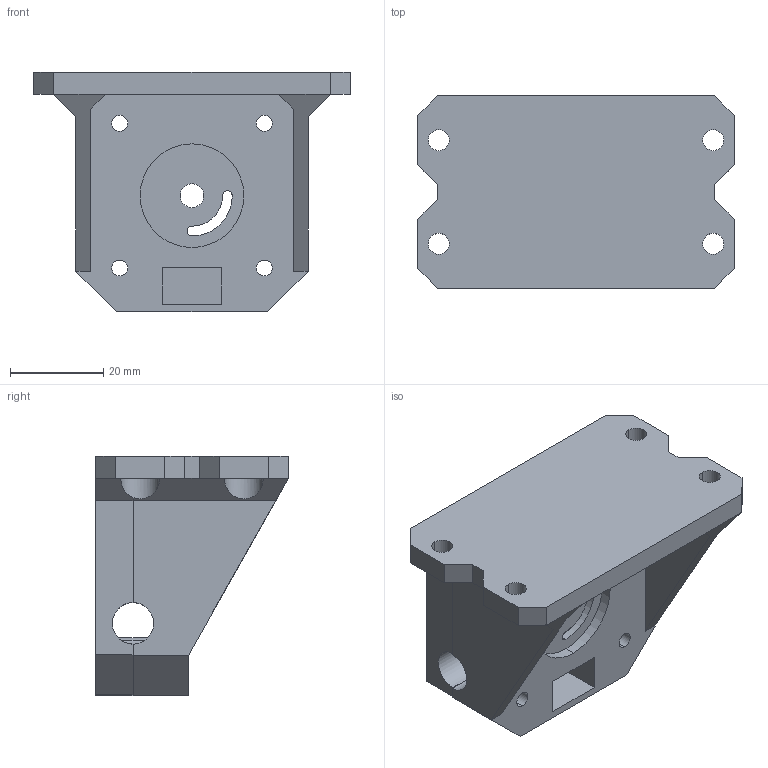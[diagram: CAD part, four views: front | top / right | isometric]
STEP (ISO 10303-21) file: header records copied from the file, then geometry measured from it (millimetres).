
FILE_DESCRIPTION (( 'STEP AP203' ), '1' );
FILE_NAME ('Top.STEP', '2020-04-19T00:52:13', ( '' ), ( '' ), 'SwSTEP 2.0', 'SolidWorks 2018', '' );
FILE_SCHEMA (( 'CONFIG_CONTROL_DESIGN' ));
Length unit declared in the file: inch
Products named in the file (1): Top
Bounding box: 67.82 x 41.27 x 51.37 mm (x, y, z)
Volume: 41517.7 mm3; surface area: 23743.4 mm2
Topology: 2 solids, 2 shells, 217 faces, 574 edges, 360 vertices
Faces by surface type: plane 100, cylinder 99, torus 18
Entity records: 6875 total; most frequent: CARTESIAN_POINT 1326, DIRECTION 1158, ORIENTED_EDGE 1148, EDGE_CURVE 574, AXIS2_PLACEMENT_3D 402, VERTEX_POINT 360, LINE 354, VECTOR 354
